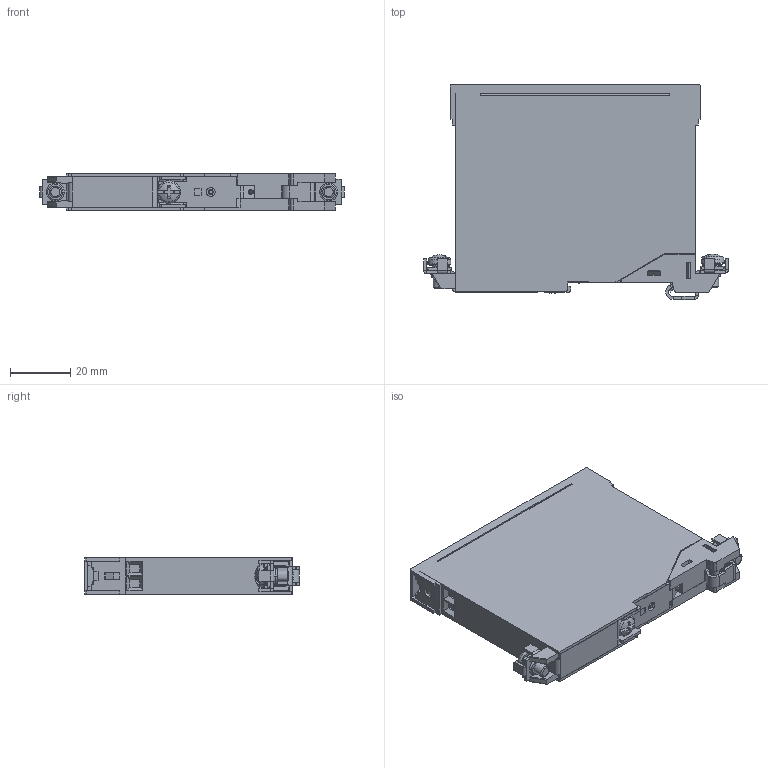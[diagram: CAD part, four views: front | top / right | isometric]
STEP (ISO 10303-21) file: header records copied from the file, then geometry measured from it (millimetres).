
FILE_DESCRIPTION (( 'STEP AP214' ), '1' );
FILE_NAME ('9002-77-093-300001.STEP', '2022-08-09T17:02:13', ( '' ), ( '' ), 'SwSTEP 2.0', 'SolidWorks 2021', '' );
FILE_SCHEMA (( 'AUTOMOTIVE_DESIGN' ));
Length unit declared in the file: inch
Products named in the file (1): 9002-77-093-300001
Bounding box: 101.5 x 71.63 x 12.2 mm (x, y, z)
Volume: 21960.7 mm3; surface area: 36349.4 mm2
Topology: 5 solids, 11 shells, 1525 faces, 4065 edges, 2591 vertices
Faces by surface type: plane 1084, cylinder 281, bspline 104, cone 56
Full cylindrical faces by diameter (mm): 4.1 x4
Entity records: 52043 total; most frequent: CARTESIAN_POINT 14484, ORIENTED_EDGE 8114, DIRECTION 7262, EDGE_CURVE 4057, LINE 3062, VECTOR 3062, VERTEX_POINT 2587, AXIS2_PLACEMENT_3D 2100
